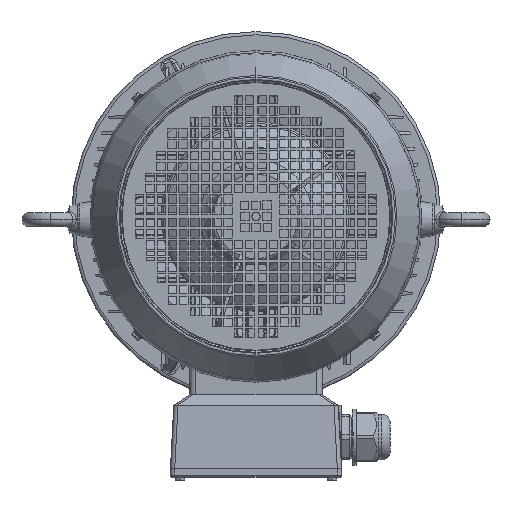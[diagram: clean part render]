
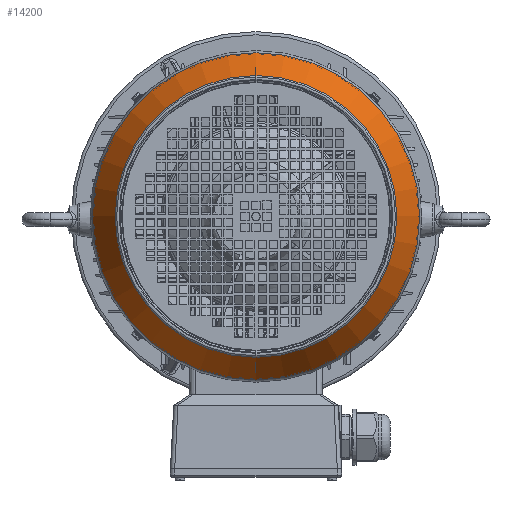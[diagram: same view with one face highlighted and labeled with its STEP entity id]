
A CAD part, left-side view. The second image highlights one B-rep face of the part: STEP entity #14200.
In plain terms, the highlighted conical face has half-angle 30 degrees and reference radius 144.197 mm.
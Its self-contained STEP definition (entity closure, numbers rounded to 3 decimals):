
#3684=CONICAL_SURFACE('',#86639,144.197,30.);
#7222=CIRCLE('',#86632,154.99);
#7225=CIRCLE('',#86637,133.405);
#7226=CIRCLE('',#86638,133.405);
#14200=ADVANCED_FACE('',(#18951,#18952),#3684,.T.);
#18951=FACE_BOUND('',#23038,.T.);
#18952=FACE_BOUND('',#23039,.T.);
#23038=EDGE_LOOP('',(#53870));
#23039=EDGE_LOOP('',(#53871,#53872));
#53870=ORIENTED_EDGE('',*,*,#76907,.F.);
#53871=ORIENTED_EDGE('',*,*,#76910,.T.);
#53872=ORIENTED_EDGE('',*,*,#76911,.T.);
#67159=VERTEX_POINT('',#145669);
#67162=VERTEX_POINT('',#145677);
#67163=VERTEX_POINT('',#145678);
#76907=EDGE_CURVE('',#67159,#67159,#7222,.T.);
#76910=EDGE_CURVE('',#67162,#67163,#7225,.T.);
#76911=EDGE_CURVE('',#67163,#67162,#7226,.T.);
#86632=AXIS2_PLACEMENT_3D('',#145668,#101035,#101036);
#86637=AXIS2_PLACEMENT_3D('',#145676,#101045,#101046);
#86638=AXIS2_PLACEMENT_3D('',#145679,#101047,#101048);
#86639=AXIS2_PLACEMENT_3D('',#145680,#101049,#101050);
#101035=DIRECTION('',(1.,0.,0.));
#101036=DIRECTION('',(0.,0.,-1.));
#101045=DIRECTION('',(1.,0.,0.));
#101046=DIRECTION('',(0.,0.,-1.));
#101047=DIRECTION('',(1.,0.,0.));
#101048=DIRECTION('',(0.,0.,-1.));
#101049=DIRECTION('',(1.,0.,0.));
#101050=DIRECTION('',(0.,0.,1.));
#145668=CARTESIAN_POINT('',(-155.046,166.457,-166.457));
#145669=CARTESIAN_POINT('',(-155.046,166.457,-321.448));
#145676=CARTESIAN_POINT('',(-192.433,166.457,-166.457));
#145677=CARTESIAN_POINT('',(-192.433,166.457,-299.862));
#145678=CARTESIAN_POINT('',(-192.433,166.457,-33.053));
#145679=CARTESIAN_POINT('',(-192.433,166.457,-166.457));
#145680=CARTESIAN_POINT('',(-173.739,166.457,-166.457));
